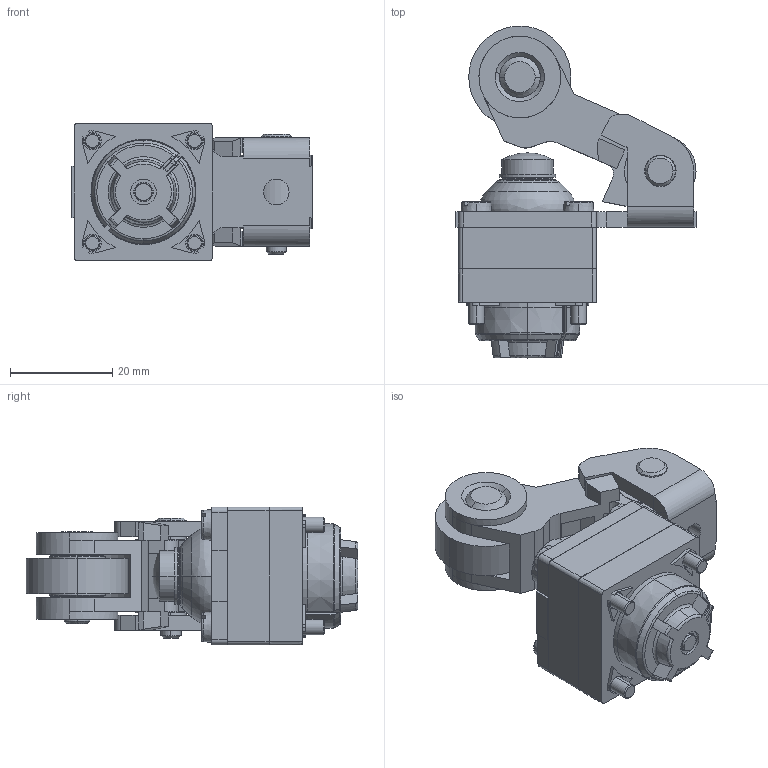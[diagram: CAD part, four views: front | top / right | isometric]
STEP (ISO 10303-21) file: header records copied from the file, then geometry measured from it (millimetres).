
FILE_DESCRIPTION(('STEP AP242'),'1');
FILE_NAME('switch_zckd21.stp','2021-05-31T17:10:24',('TraceParts'),('TraceParts S.A.'),'Spatial InterOp 3D',' ',' ');
FILE_SCHEMA(('AP242_MANAGED_MODEL_BASED_3D_ENGINEERING_MIM_LF {1 0 10303 442 1 1 4}'));
Length unit declared in the file: millimetre
Products named in the file (1): switch_zckd21_1
Bounding box: 47 x 64.97 x 27 mm (x, y, z)
Volume: 27026.8 mm3; surface area: 24091.9 mm2
Topology: 15 solids, 15 shells, 866 faces, 2239 edges, 1413 vertices
Faces by surface type: plane 349, cylinder 242, cone 148, torus 105, bspline 12, sphere 6, extrusion 4
Entity records: 27637 total; most frequent: CARTESIAN_POINT 6222, DIRECTION 4614, ORIENTED_EDGE 4438, EDGE_CURVE 2219, AXIS2_PLACEMENT_3D 1769, VERTEX_POINT 1413, VECTOR 1076, LINE 1072
